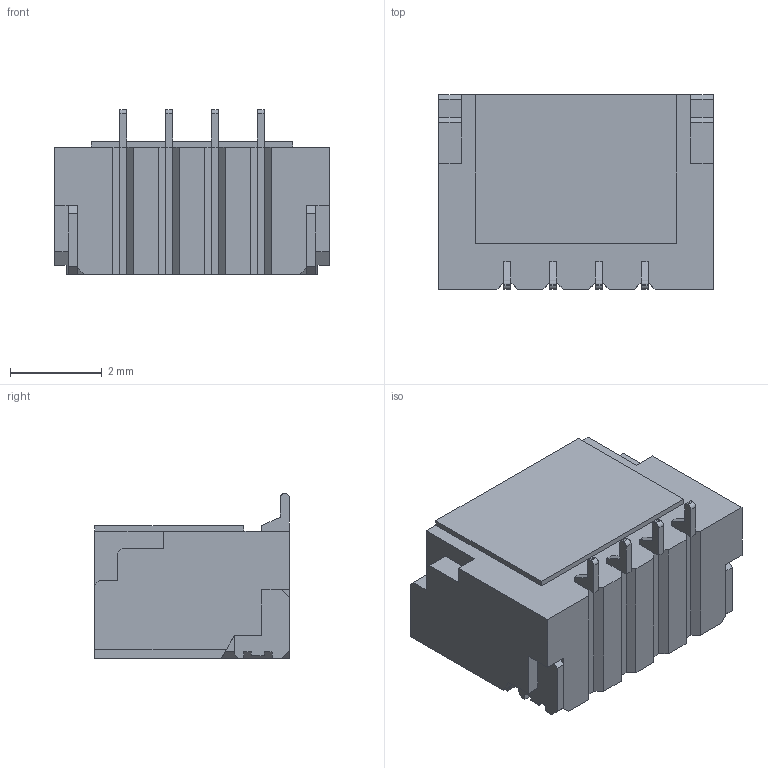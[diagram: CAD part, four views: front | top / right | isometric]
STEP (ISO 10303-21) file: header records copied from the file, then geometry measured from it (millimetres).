
FILE_DESCRIPTION (( 'STEP AP214' ), '1' );
FILE_NAME ('BM04B-SRSS-TB (LF)(SN).STEP', '2023-11-15T19:31:15', ( '' ), ( '' ), 'SwSTEP 2.0', 'SolidWorks 2021', '' );
FILE_SCHEMA (( 'AUTOMOTIVE_DESIGN' ));
Length unit declared in the file: millimetre
Products named in the file (2): BM04B-SRSS-TB (LF)(SN); BMxxB-SRSS-TB(LF)(SN)_04
Assembly tree (1 placements, depth 2):
  BM04B-SRSS-TB (LF)(SN)
    BMxxB-SRSS-TB(LF)(SN)_04
Bounding box: 6 x 4.25 x 3.6 mm (x, y, z)
Volume: 36.5 mm3; surface area: 205 mm2
Topology: 15 solids, 16 shells, 314 faces, 786 edges, 514 vertices
Faces by surface type: plane 294, cylinder 20
Entity records: 9360 total; most frequent: CARTESIAN_POINT 1618, ORIENTED_EDGE 1572, DIRECTION 1462, EDGE_CURVE 786, LINE 746, VECTOR 746, VERTEX_POINT 514, AXIS2_PLACEMENT_3D 358
